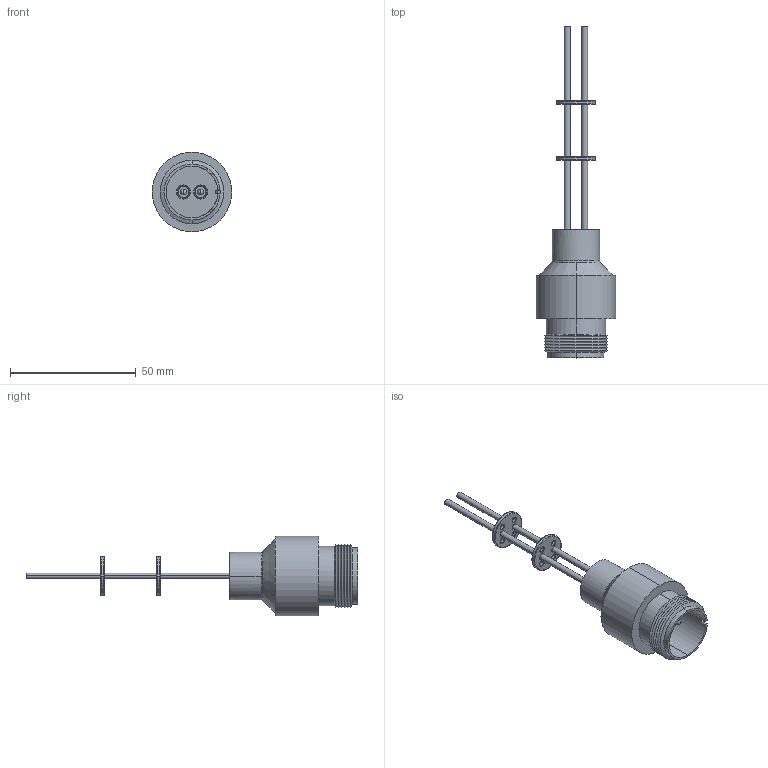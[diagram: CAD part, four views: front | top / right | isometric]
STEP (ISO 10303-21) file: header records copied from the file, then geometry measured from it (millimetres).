
FILE_DESCRIPTION (( 'STEP AP203' ), '1' );
FILE_NAME ('A2566-3-W.STEP', '2012-02-23T14:05:34', ( '' ), ( '' ), 'SwSTEP 2.0', 'SolidWorks 2011', '' );
FILE_SCHEMA (( 'CONFIG_CONTROL_DESIGN' ));
Length unit declared in the file: inch
Products named in the file (1): A2566-3-W
Bounding box: 31.75 x 132.19 x 31.75 mm (x, y, z)
Volume: 12270.5 mm3; surface area: 14384.9 mm2
Topology: 1 solids, 1 shells, 214 faces, 544 edges, 349 vertices
Faces by surface type: cone 92, cylinder 72, plane 34, bspline 16
Entity records: 7221 total; most frequent: CARTESIAN_POINT 1733, DIRECTION 1259, ORIENTED_EDGE 1080, EDGE_CURVE 540, AXIS2_PLACEMENT_3D 535, VERTEX_POINT 349, CIRCLE 336, EDGE_LOOP 255
